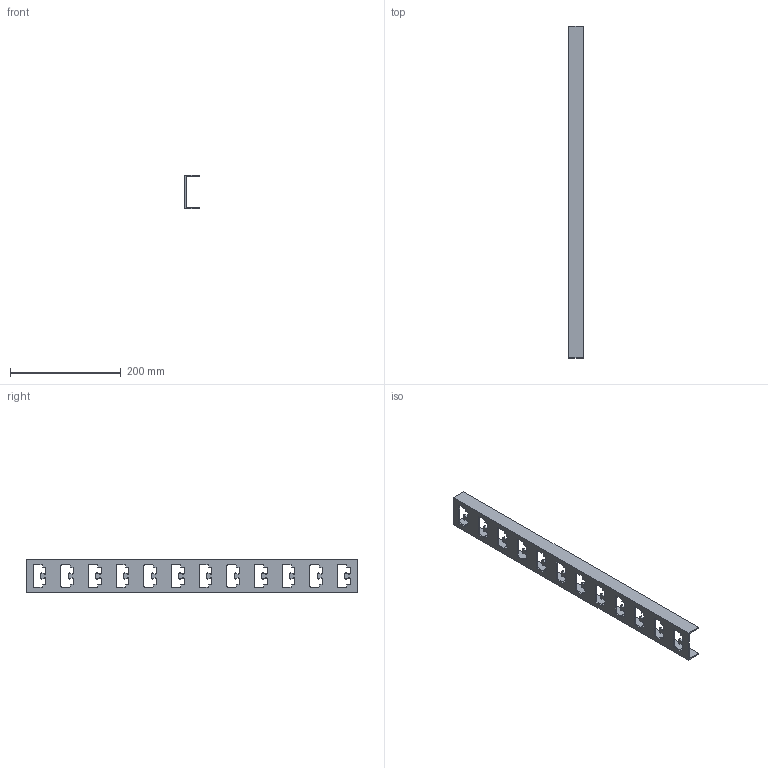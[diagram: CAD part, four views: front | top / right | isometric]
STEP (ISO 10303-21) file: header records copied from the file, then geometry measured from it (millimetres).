
FILE_DESCRIPTION (( 'STEP AP203' ), '1' );
FILE_NAME ('CLW10-GEM-SK-600-UT15 Ñòîéêà êàáåëüíàÿ Ê1151 ÓÒ1,5.STEP', '2016-02-25T07:04:41', ( '' ), ( '' ), 'SwSTEP 2.0', 'SolidWorks 2014', '' );
FILE_SCHEMA (( 'CONFIG_CONTROL_DESIGN' ));
Length unit declared in the file: millimetre
Products named in the file (1): CLW10-GEM-SK-600-UT15 Ñòîéêà êàáåëüíàÿ Ê1151 ÓÒ1,5
Bounding box: 26 x 600 x 60 mm (x, y, z)
Volume: 137425.8 mm3; surface area: 117790.6 mm2
Topology: 1 solids, 1 shells, 298 faces, 888 edges, 592 vertices
Faces by surface type: plane 154, cylinder 144
Entity records: 10205 total; most frequent: CARTESIAN_POINT 1779, ORIENTED_EDGE 1776, DIRECTION 1774, EDGE_CURVE 888, LINE 600, VECTOR 600, VERTEX_POINT 592, AXIS2_PLACEMENT_3D 587
